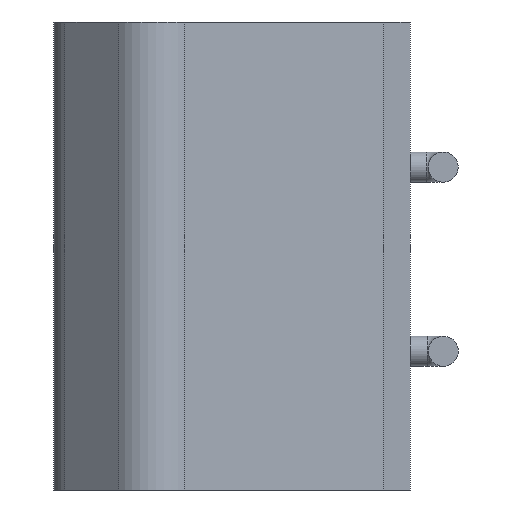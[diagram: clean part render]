
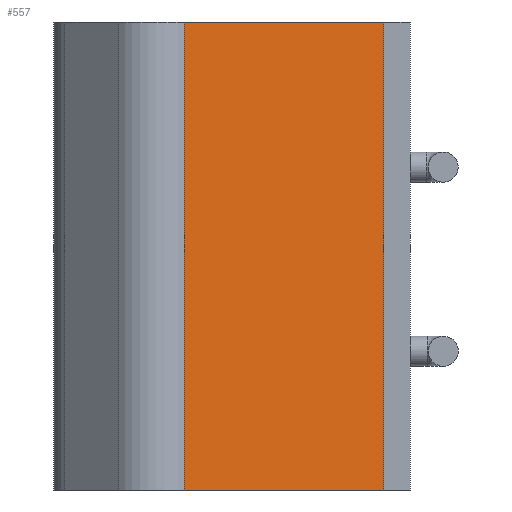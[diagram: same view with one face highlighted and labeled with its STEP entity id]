
A CAD part, front view. The second image highlights one B-rep face of the part: STEP entity #557.
In plain terms, the highlighted planar face has unit normal (0.712, -0.702, 0).
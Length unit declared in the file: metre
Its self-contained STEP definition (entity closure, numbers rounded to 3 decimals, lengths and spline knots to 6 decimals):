
#76=LINE('',#997,#109);
#77=LINE('',#1000,#110);
#78=LINE('',#1002,#111);
#79=LINE('',#1004,#112);
#109=VECTOR('',#712,1.);
#110=VECTOR('',#713,1.);
#111=VECTOR('',#714,1.);
#112=VECTOR('',#715,1.);
#164=ORIENTED_EDGE('',*,*,#303,.F.);
#165=ORIENTED_EDGE('',*,*,#304,.T.);
#166=ORIENTED_EDGE('',*,*,#305,.T.);
#167=ORIENTED_EDGE('',*,*,#306,.F.);
#303=EDGE_CURVE('',#370,#371,#76,.T.);
#304=EDGE_CURVE('',#370,#372,#77,.T.);
#305=EDGE_CURVE('',#372,#373,#78,.T.);
#306=EDGE_CURVE('',#371,#373,#79,.T.);
#370=VERTEX_POINT('',#998);
#371=VERTEX_POINT('',#999);
#372=VERTEX_POINT('',#1001);
#373=VERTEX_POINT('',#1003);
#423=EDGE_LOOP('',(#164,#165,#166,#167));
#483=FACE_BOUND('',#423,.T.);
#535=PLANE('',#615);
#557=ADVANCED_FACE('',(#483),#535,.F.);
#615=AXIS2_PLACEMENT_3D('',#996,#710,#711);
#710=DIRECTION('',(-0.712,0.702,0.));
#711=DIRECTION('',(-0.702,-0.712,0.));
#712=DIRECTION('',(0.702,0.712,0.));
#713=DIRECTION('',(0.,0.,-1.));
#714=DIRECTION('',(0.702,0.712,0.));
#715=DIRECTION('',(0.,0.,-1.));
#996=CARTESIAN_POINT('',(-0.008381,0.017127,0.07));
#997=CARTESIAN_POINT('',(-0.008381,0.017127,0.07));
#998=CARTESIAN_POINT('',(-0.024737,0.00054,0.07));
#999=CARTESIAN_POINT('',(0.005051,0.030749,0.07));
#1000=CARTESIAN_POINT('',(-0.024737,0.00054,0.07));
#1001=CARTESIAN_POINT('',(-0.024737,0.00054,0.));
#1002=CARTESIAN_POINT('',(-0.008381,0.017127,0.));
#1003=CARTESIAN_POINT('',(0.005051,0.030749,0.));
#1004=CARTESIAN_POINT('',(0.005051,0.030749,0.07));
